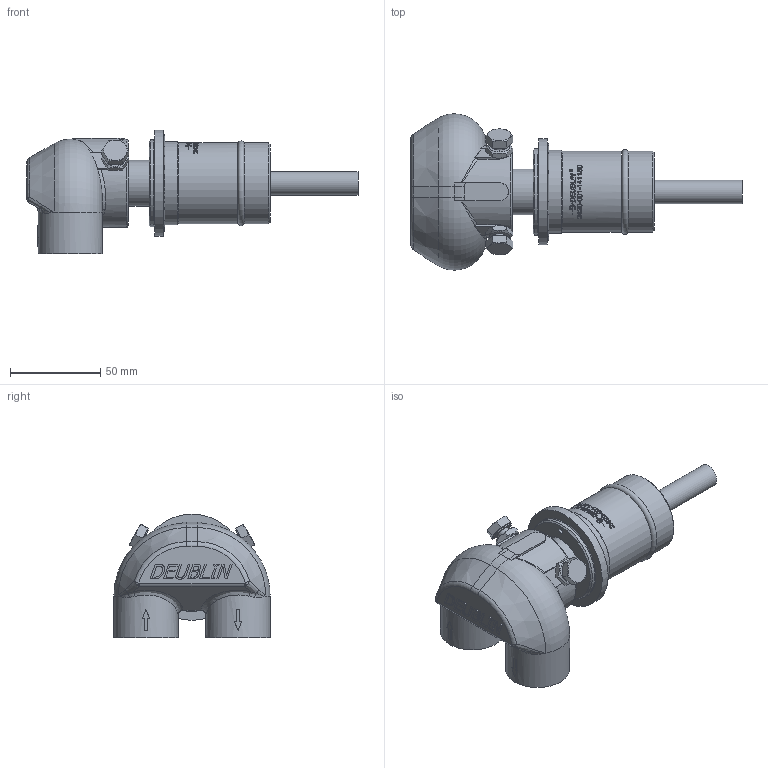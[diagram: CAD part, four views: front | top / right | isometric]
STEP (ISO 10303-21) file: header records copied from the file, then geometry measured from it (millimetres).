
FILE_DESCRIPTION(/* description */ (''),/* implementation_level */ '2;1');
FILE_NAME(/* name */ '2420-001-141180-IC.stp',/* time_stamp */ '2020-05-21T10:03:56-05:00',/* author */ ('GALINDOLM'),/* organization */ (''),/* preprocessor_version */ 'ST-DEVELOPER v18',/* originating_system */ 'Autodesk Inventor 2020',/* authorisation */ '');
FILE_SCHEMA (('AUTOMOTIVE_DESIGN { 1 0 10303 214 3 1 1 }'));
Length unit declared in the file: millimetre
Products named in the file (1): 2420-001-141180-IC
Bounding box: 183.8 x 86.5 x 68.35 mm (x, y, z)
Volume: 251361.1 mm3; surface area: 60558.5 mm2
Topology: 4 solids, 9 shells, 746 faces, 1946 edges, 1284 vertices
Faces by surface type: plane 389, bspline 201, cylinder 105, cone 35, torus 16
Full cylindrical faces by diameter (mm): 2.48 x2, 3 x2, 7.323 x2, 8 x2, 11 x1, 11.4 x2, 13 x1, 15.8 x2, 17.45 x1, 17.5 x1, 21.98 x1, 23.11 x1, 24.117 x2, 25.36 x1, 25.45 x1, 29.2 x1, 35.5 x2, 39.8 x3, 44.8 x2, 46 x1, 48 x1, 48.8 x1, 49.1 x1, 54.9 x2, 58.7 x1
Entity records: 28781 total; most frequent: CARTESIAN_POINT 10945, ORIENTED_EDGE 3876, DIRECTION 3217, EDGE_CURVE 1938, VERTEX_POINT 1284, AXIS2_PLACEMENT_3D 1194, EDGE_LOOP 830, LINE 829
